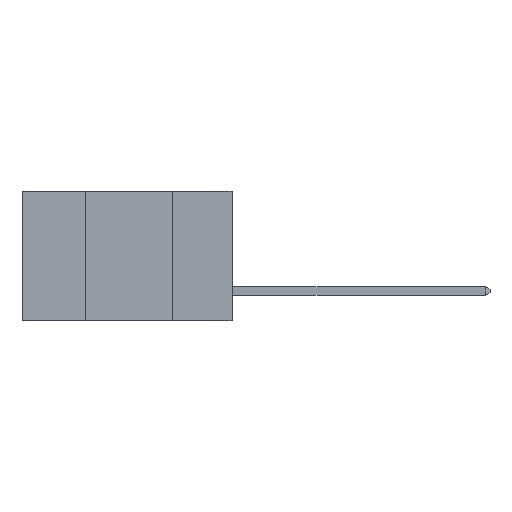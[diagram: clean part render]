
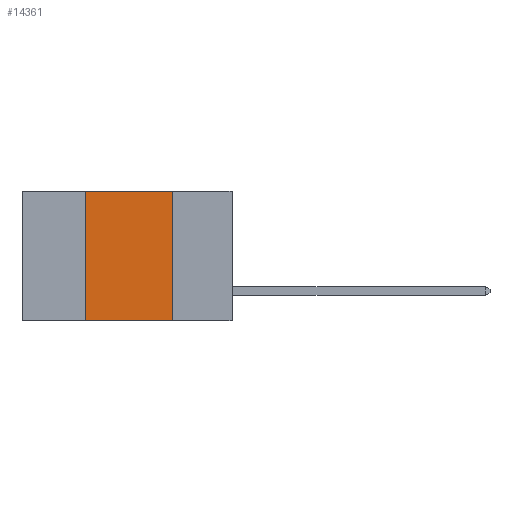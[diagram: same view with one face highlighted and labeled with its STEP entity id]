
A CAD part, left-side view. The second image highlights one B-rep face of the part: STEP entity #14361.
In plain terms, the highlighted planar face has unit normal (-1, 0, 0).
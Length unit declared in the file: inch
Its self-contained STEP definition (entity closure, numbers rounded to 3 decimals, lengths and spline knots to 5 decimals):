
#1290 = VECTOR ( 'NONE', #38228, 39.37008 ) ;
#1659 = VERTEX_POINT ( 'NONE', #10806 ) ;
#1843 = DIRECTION ( 'NONE',  ( 0., 0., -1. ) ) ;
#3574 = EDGE_CURVE ( 'NONE', #9274, #20374, #28069, .T. ) ;
#3605 = LINE ( 'NONE', #29878, #34319 ) ;
#4246 = VECTOR ( 'NONE', #10539, 39.37008 ) ;
#6700 = CARTESIAN_POINT ( 'NONE',  ( 0., 0.17, -0.37 ) ) ;
#7212 = CARTESIAN_POINT ( 'NONE',  ( 0., 0.42, 0. ) ) ;
#9274 = VERTEX_POINT ( 'NONE', #34330 ) ;
#10539 = DIRECTION ( 'NONE',  ( 0., 0., -1. ) ) ;
#10696 = VERTEX_POINT ( 'NONE', #31239 ) ;
#10743 = DIRECTION ( 'NONE',  ( 1., 0., 0. ) ) ;
#10806 = CARTESIAN_POINT ( 'NONE',  ( 0., 0.42, 0. ) ) ;
#14361 = ADVANCED_FACE ( 'NONE', ( #19981 ), #19929, .F. ) ;
#15002 = VECTOR ( 'NONE', #36777, 39.37008 ) ;
#16977 = CARTESIAN_POINT ( 'NONE',  ( 0., 0.6, 0. ) ) ;
#17397 = ORIENTED_EDGE ( 'NONE', *, *, #34238, .F. ) ;
#19672 = ORIENTED_EDGE ( 'NONE', *, *, #3574, .F. ) ;
#19929 = PLANE ( 'NONE',  #32567 ) ;
#19981 = FACE_OUTER_BOUND ( 'NONE', #25421, .T. ) ;
#20374 = VERTEX_POINT ( 'NONE', #6700 ) ;
#23670 = CARTESIAN_POINT ( 'NONE',  ( 0., 0.6, -0.37 ) ) ;
#23782 = LINE ( 'NONE', #7212, #15002 ) ;
#25421 = EDGE_LOOP ( 'NONE', ( #19672, #37983, #17397, #33007 ) ) ;
#26133 = LINE ( 'NONE', #23670, #1290 ) ;
#27893 = EDGE_CURVE ( 'NONE', #1659, #9274, #3605, .T. ) ;
#28069 = LINE ( 'NONE', #31442, #4246 ) ;
#29878 = CARTESIAN_POINT ( 'NONE',  ( 0., 0.6, 0. ) ) ;
#31239 = CARTESIAN_POINT ( 'NONE',  ( 0., 0.42, -0.37 ) ) ;
#31442 = CARTESIAN_POINT ( 'NONE',  ( 0., 0.17, 0. ) ) ;
#32567 = AXIS2_PLACEMENT_3D ( 'NONE', #16977, #10743, #1843 ) ;
#32958 = DIRECTION ( 'NONE',  ( 0., -1., 0. ) ) ;
#33007 = ORIENTED_EDGE ( 'NONE', *, *, #33018, .T. ) ;
#33018 = EDGE_CURVE ( 'NONE', #10696, #20374, #26133, .T. ) ;
#34238 = EDGE_CURVE ( 'NONE', #10696, #1659, #23782, .T. ) ;
#34319 = VECTOR ( 'NONE', #32958, 39.37008 ) ;
#34330 = CARTESIAN_POINT ( 'NONE',  ( 0., 0.17, 0. ) ) ;
#36777 = DIRECTION ( 'NONE',  ( 0., 0., 1. ) ) ;
#37983 = ORIENTED_EDGE ( 'NONE', *, *, #27893, .F. ) ;
#38228 = DIRECTION ( 'NONE',  ( 0., -1., 0. ) ) ;
